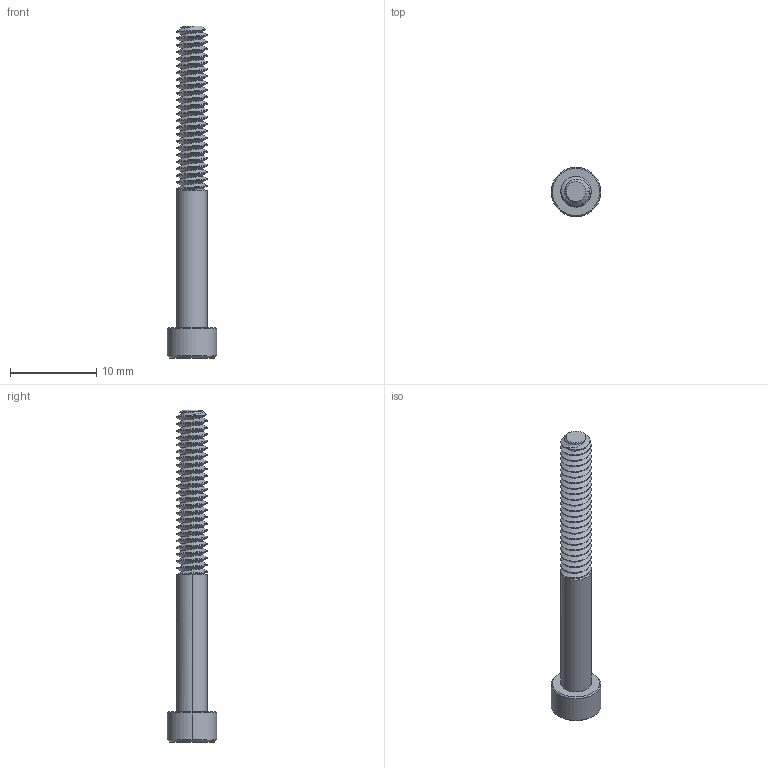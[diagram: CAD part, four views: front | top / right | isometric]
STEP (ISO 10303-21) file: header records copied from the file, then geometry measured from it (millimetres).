
FILE_DESCRIPTION (( 'STEP AP203' ), '1' );
FILE_NAME ('92196A236.step', '2014-02-14T19:04:23', ( '' ), ( '' ), 'SwSTEP 2.0', 'SolidWorks 2010', '' );
FILE_SCHEMA (( 'CONFIG_CONTROL_DESIGN' ));
Length unit declared in the file: inch
Products named in the file (1): 92196A236
Bounding box: 5.74 x 5.74 x 38.43 mm (x, y, z)
Volume: 364.1 mm3; surface area: 612.3 mm2
Topology: 1 solids, 1 shells, 127 faces, 352 edges, 229 vertices
Faces by surface type: cylinder 100, cone 15, plane 10, bspline 2
Entity records: 7306 total; most frequent: CARTESIAN_POINT 4571, ORIENTED_EDGE 704, DIRECTION 425, EDGE_CURVE 352, VERTEX_POINT 229, AXIS2_PLACEMENT_3D 153, EDGE_LOOP 129, FACE_OUTER_BOUND 127
